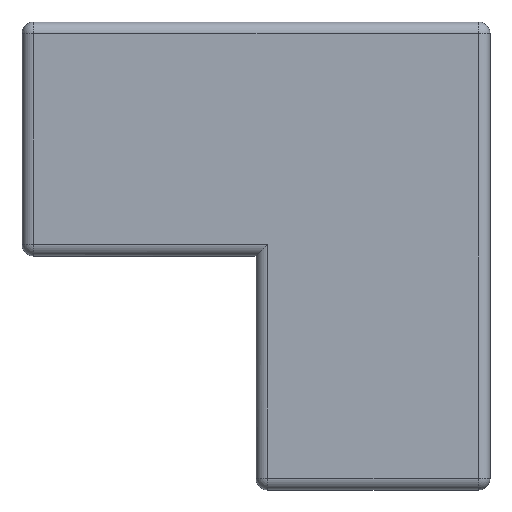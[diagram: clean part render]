
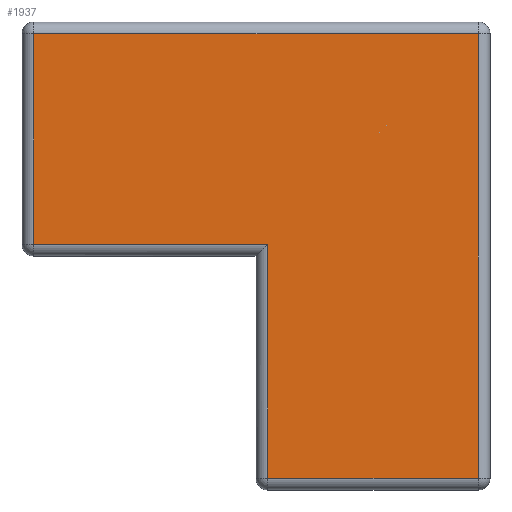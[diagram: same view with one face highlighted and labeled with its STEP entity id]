
A CAD part, front view. The second image highlights one B-rep face of the part: STEP entity #1937.
In plain terms, the highlighted planar face has unit normal (0, -1, 0).
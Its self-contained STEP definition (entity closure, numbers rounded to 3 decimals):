
#163=FACE_OUTER_BOUND('',#279,.T.);
#279=EDGE_LOOP('',(#1427,#1428,#1429,#1430,#1431,#1432));
#538=LINE('',#3210,#696);
#539=LINE('',#3212,#697);
#540=LINE('',#3214,#698);
#541=LINE('',#3216,#699);
#542=LINE('',#3218,#700);
#543=LINE('',#3219,#701);
#696=VECTOR('',#2513,1000.);
#697=VECTOR('',#2514,1000.);
#698=VECTOR('',#2515,1000.);
#699=VECTOR('',#2516,1000.);
#700=VECTOR('',#2517,1000.);
#701=VECTOR('',#2518,1000.);
#901=VERTEX_POINT('',#3208);
#902=VERTEX_POINT('',#3209);
#903=VERTEX_POINT('',#3211);
#904=VERTEX_POINT('',#3213);
#905=VERTEX_POINT('',#3215);
#906=VERTEX_POINT('',#3217);
#1112=EDGE_CURVE('',#901,#902,#538,.T.);
#1113=EDGE_CURVE('',#902,#903,#539,.T.);
#1114=EDGE_CURVE('',#903,#904,#540,.T.);
#1115=EDGE_CURVE('',#904,#905,#541,.T.);
#1116=EDGE_CURVE('',#905,#906,#542,.T.);
#1117=EDGE_CURVE('',#906,#901,#543,.T.);
#1427=ORIENTED_EDGE('',*,*,#1112,.T.);
#1428=ORIENTED_EDGE('',*,*,#1113,.T.);
#1429=ORIENTED_EDGE('',*,*,#1114,.T.);
#1430=ORIENTED_EDGE('',*,*,#1115,.T.);
#1431=ORIENTED_EDGE('',*,*,#1116,.T.);
#1432=ORIENTED_EDGE('',*,*,#1117,.T.);
#1862=PLANE('',#2128);
#1937=ADVANCED_FACE('',(#163),#1862,.F.);
#2128=AXIS2_PLACEMENT_3D('',#3207,#2511,#2512);
#2511=DIRECTION('center_axis',(0.,1.,0.));
#2512=DIRECTION('ref_axis',(0.,0.,1.));
#2513=DIRECTION('',(0.,0.,-1.));
#2514=DIRECTION('',(1.,0.,0.));
#2515=DIRECTION('',(0.,0.,-1.));
#2516=DIRECTION('',(1.,0.,0.));
#2517=DIRECTION('',(0.,0.,1.));
#2518=DIRECTION('',(-1.,0.,0.));
#3207=CARTESIAN_POINT('Origin',(58.535,0.,27.143));
#3208=CARTESIAN_POINT('',(-19.465,0.,25.143));
#3209=CARTESIAN_POINT('',(-19.465,0.,-10.857));
#3210=CARTESIAN_POINT('',(-19.465,0.,27.143));
#3211=CARTESIAN_POINT('',(20.535,0.,-10.857));
#3212=CARTESIAN_POINT('',(58.535,0.,-10.857));
#3213=CARTESIAN_POINT('',(20.535,0.,-50.857));
#3214=CARTESIAN_POINT('',(20.535,0.,27.143));
#3215=CARTESIAN_POINT('',(56.535,0.,-50.857));
#3216=CARTESIAN_POINT('',(58.535,0.,-50.857));
#3217=CARTESIAN_POINT('',(56.535,0.,25.143));
#3218=CARTESIAN_POINT('',(56.535,0.,27.143));
#3219=CARTESIAN_POINT('',(58.535,0.,25.143));
